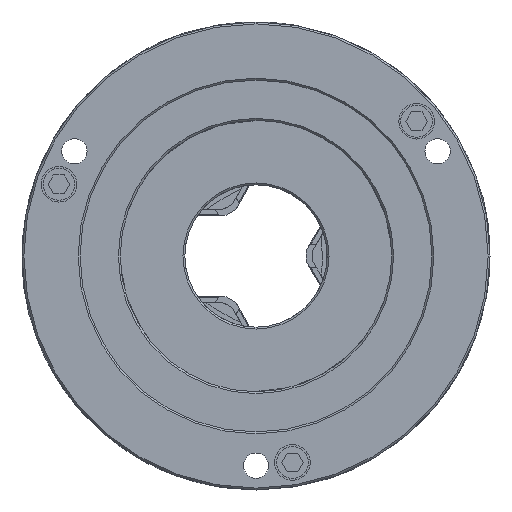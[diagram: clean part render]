
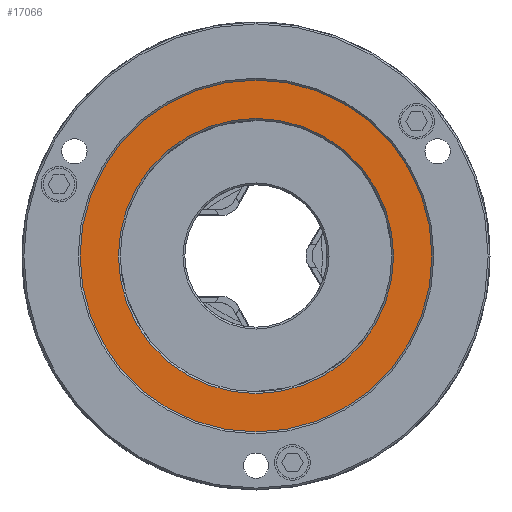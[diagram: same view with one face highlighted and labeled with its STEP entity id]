
A CAD part, front view. The second image highlights one B-rep face of the part: STEP entity #17066.
In plain terms, the highlighted planar face has unit normal (0, -1, 0).
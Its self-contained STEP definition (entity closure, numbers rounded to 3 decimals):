
#250 = AXIS2_PLACEMENT_3D ( 'NONE', #18136, #3364, #9960 ) ;
#523 = VERTEX_POINT ( 'NONE', #7890 ) ;
#2086 = ORIENTED_EDGE ( 'NONE', *, *, #6286, .F. ) ;
#2841 = AXIS2_PLACEMENT_3D ( 'NONE', #14695, #21191, #12971 ) ;
#2985 = DIRECTION ( 'NONE',  ( 0., 0., -1. ) ) ;
#3286 = CARTESIAN_POINT ( 'NONE',  ( 0., 1., 73.5 ) ) ;
#3364 = DIRECTION ( 'NONE',  ( 0., -1., 0. ) ) ;
#3712 = VERTEX_POINT ( 'NONE', #14629 ) ;
#4232 = ORIENTED_EDGE ( 'NONE', *, *, #18509, .F. ) ;
#6286 = EDGE_CURVE ( 'NONE', #9851, #12888, #20097, .T. ) ;
#6583 = CIRCLE ( 'NONE', #15537, 94. ) ;
#6982 = AXIS2_PLACEMENT_3D ( 'NONE', #17571, #12830, #7778 ) ;
#7609 = ORIENTED_EDGE ( 'NONE', *, *, #13668, .F. ) ;
#7778 = DIRECTION ( 'NONE',  ( 0., 0., 1. ) ) ;
#7890 = CARTESIAN_POINT ( 'NONE',  ( 0., 1., 94. ) ) ;
#9263 = DIRECTION ( 'NONE',  ( 0., 1., 0. ) ) ;
#9607 = DIRECTION ( 'NONE',  ( 0., -1., 0. ) ) ;
#9641 = ORIENTED_EDGE ( 'NONE', *, *, #20796, .F. ) ;
#9710 = FACE_BOUND ( 'NONE', #15790, .T. ) ;
#9730 = CIRCLE ( 'NONE', #2841, 94. ) ;
#9851 = VERTEX_POINT ( 'NONE', #3286 ) ;
#9960 = DIRECTION ( 'NONE',  ( 0., 0., -1. ) ) ;
#10817 = AXIS2_PLACEMENT_3D ( 'NONE', #19310, #9607, #13029 ) ;
#12621 = PLANE ( 'NONE',  #6982 ) ;
#12830 = DIRECTION ( 'NONE',  ( 0., 1., 0. ) ) ;
#12888 = VERTEX_POINT ( 'NONE', #17300 ) ;
#12971 = DIRECTION ( 'NONE',  ( 0., 0., -1. ) ) ;
#13029 = DIRECTION ( 'NONE',  ( 0., 0., -1. ) ) ;
#13346 = CIRCLE ( 'NONE', #250, 73.5 ) ;
#13668 = EDGE_CURVE ( 'NONE', #3712, #523, #9730, .T. ) ;
#14629 = CARTESIAN_POINT ( 'NONE',  ( 0., 1., -94. ) ) ;
#14695 = CARTESIAN_POINT ( 'NONE',  ( 0., 1., 0. ) ) ;
#15537 = AXIS2_PLACEMENT_3D ( 'NONE', #19493, #9263, #2985 ) ;
#15790 = EDGE_LOOP ( 'NONE', ( #9641, #2086 ) ) ;
#17066 = ADVANCED_FACE ( 'NONE', ( #9710, #20937 ), #12621, .F. ) ;
#17300 = CARTESIAN_POINT ( 'NONE',  ( 0., 1., -73.5 ) ) ;
#17571 = CARTESIAN_POINT ( 'NONE',  ( -95.128, 1., -95.128 ) ) ;
#17982 = EDGE_LOOP ( 'NONE', ( #7609, #4232 ) ) ;
#18136 = CARTESIAN_POINT ( 'NONE',  ( 0., 1., 0. ) ) ;
#18509 = EDGE_CURVE ( 'NONE', #523, #3712, #6583, .T. ) ;
#19310 = CARTESIAN_POINT ( 'NONE',  ( 0., 1., 0. ) ) ;
#19493 = CARTESIAN_POINT ( 'NONE',  ( 0., 1., 0. ) ) ;
#20097 = CIRCLE ( 'NONE', #10817, 73.5 ) ;
#20796 = EDGE_CURVE ( 'NONE', #12888, #9851, #13346, .T. ) ;
#20937 = FACE_OUTER_BOUND ( 'NONE', #17982, .T. ) ;
#21191 = DIRECTION ( 'NONE',  ( 0., 1., 0. ) ) ;
